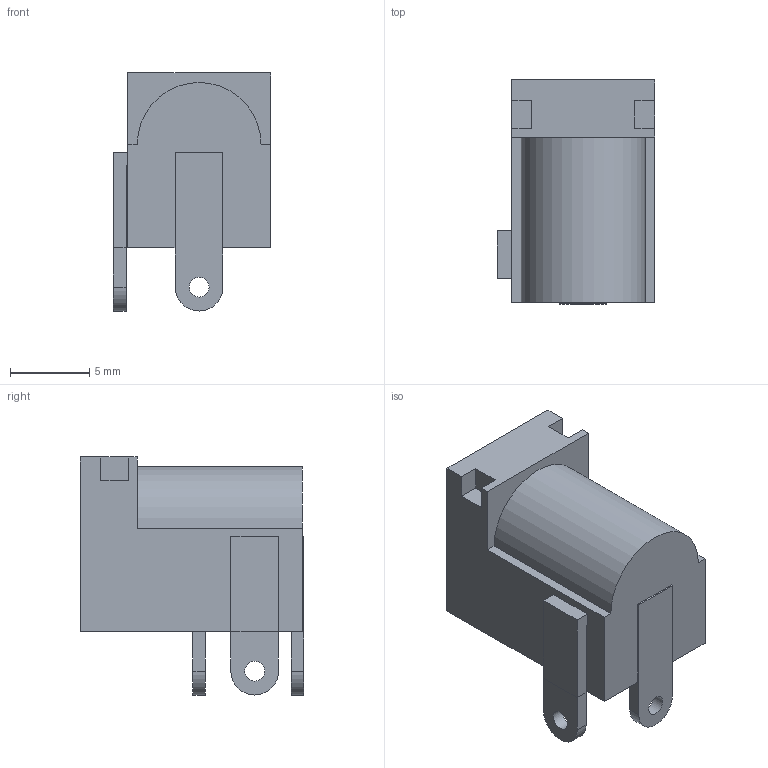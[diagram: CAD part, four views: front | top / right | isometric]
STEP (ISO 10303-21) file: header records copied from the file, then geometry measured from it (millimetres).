
FILE_DESCRIPTION(/* description */ (''),/* implementation_level */ '2;1');
FILE_NAME(/* name */ 'Barrel connector right angle v2.step',/* time_stamp */ '2020-06-28T11:29:37-07:00',/* author */ (''),/* organization */ (''),/* preprocessor_version */ 'ST-DEVELOPER v18.1',/* originating_system */ 'Autodesk Translation Framework v9.3.0.1241',/* authorisation */ '');
FILE_SCHEMA (('AUTOMOTIVE_DESIGN { 1 0 10303 214 3 1 1 }'));
Length unit declared in the file: millimetre
Products named in the file (1): Barrel connector right angle
Bounding box: 9.9 x 14.1 x 15 mm (x, y, z)
Volume: 956.5 mm3; surface area: 1137.8 mm2
Topology: 6 solids, 6 shells, 54 faces, 126 edges, 84 vertices
Faces by surface type: plane 44, cylinder 9, sphere 1
Full cylindrical faces by diameter (mm): 1.25 x3, 1.5 x1, 6.3 x1
Entity records: 1579 total; most frequent: CARTESIAN_POINT 264, DIRECTION 255, ORIENTED_EDGE 250, EDGE_CURVE 125, LINE 105, VECTOR 105, VERTEX_POINT 84, AXIS2_PLACEMENT_3D 75
